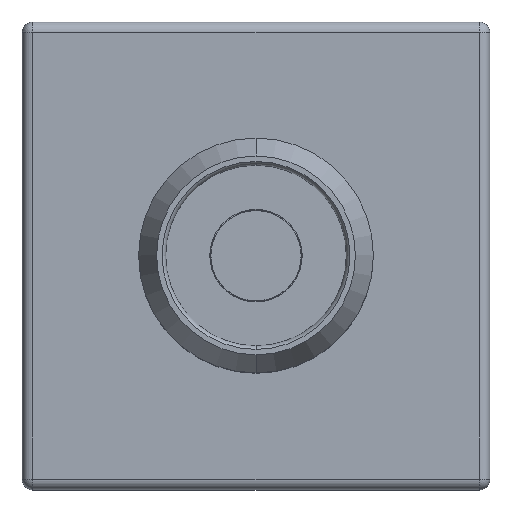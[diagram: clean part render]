
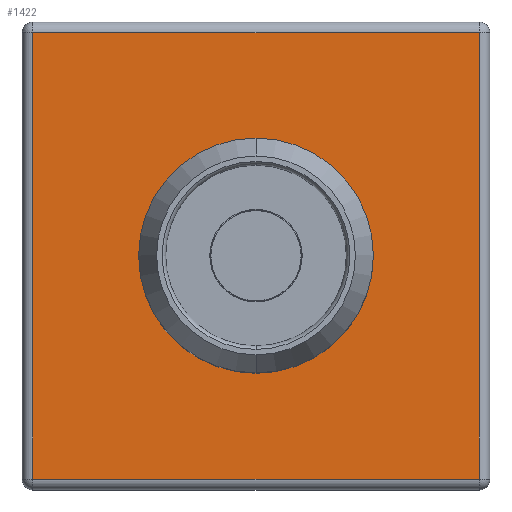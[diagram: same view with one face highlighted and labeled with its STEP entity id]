
A CAD part, top view. The second image highlights one B-rep face of the part: STEP entity #1422.
In plain terms, the highlighted planar face has unit normal (0, 0, 1).
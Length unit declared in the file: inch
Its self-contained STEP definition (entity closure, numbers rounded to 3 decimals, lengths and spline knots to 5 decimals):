
#445=CARTESIAN_POINT('',(0.,0.,0.452));
#446=DIRECTION('',(0.,0.,1.));
#447=DIRECTION('',(1.,0.,0.));
#448=AXIS2_PLACEMENT_3D('',#445,#446,#447);
#450=CARTESIAN_POINT('',(0.,0.,0.452));
#451=DIRECTION('',(0.,0.,1.));
#452=DIRECTION('',(-1.,0.,0.));
#453=AXIS2_PLACEMENT_3D('',#450,#451,#452);
#455=DIRECTION('',(0.,1.,0.));
#456=VECTOR('',#455,2.47);
#457=CARTESIAN_POINT('',(1.235,-1.235,0.452));
#458=LINE('',#457,#456);
#459=DIRECTION('',(1.,0.,0.));
#460=VECTOR('',#459,2.47);
#461=CARTESIAN_POINT('',(-1.235,-1.235,0.452));
#462=LINE('',#461,#460);
#463=DIRECTION('',(0.,-1.,0.));
#464=VECTOR('',#463,2.47);
#465=CARTESIAN_POINT('',(-1.235,1.235,0.452));
#466=LINE('',#465,#464);
#467=DIRECTION('',(-1.,0.,0.));
#468=VECTOR('',#467,2.47);
#469=CARTESIAN_POINT('',(1.235,1.235,0.452));
#470=LINE('',#469,#468);
#610=CARTESIAN_POINT('',(0.4825,0.,0.452));
#611=CARTESIAN_POINT('',(-0.4825,0.,0.452));
#612=VERTEX_POINT('',#610);
#613=VERTEX_POINT('',#611);
#690=CARTESIAN_POINT('',(1.235,-1.235,0.452));
#691=CARTESIAN_POINT('',(1.235,1.235,0.452));
#692=VERTEX_POINT('',#690);
#693=VERTEX_POINT('',#691);
#698=CARTESIAN_POINT('',(-1.235,1.235,0.452));
#699=VERTEX_POINT('',#698);
#704=CARTESIAN_POINT('',(-1.235,-1.235,0.452));
#705=VERTEX_POINT('',#704);
#1402=CARTESIAN_POINT('',(0.,0.,0.452));
#1403=DIRECTION('',(0.,0.,-1.));
#1404=DIRECTION('',(0.,1.,0.));
#1405=AXIS2_PLACEMENT_3D('',#1402,#1403,#1404);
#1406=PLANE('',#1405);
#1408=ORIENTED_EDGE('',*,*,#1407,.F.);
#1410=ORIENTED_EDGE('',*,*,#1409,.F.);
#1412=ORIENTED_EDGE('',*,*,#1411,.F.);
#1414=ORIENTED_EDGE('',*,*,#1413,.F.);
#1415=EDGE_LOOP('',(#1408,#1410,#1412,#1414));
#1416=FACE_OUTER_BOUND('',#1415,.F.);
#1417=ORIENTED_EDGE('',*,*,#1392,.T.);
#1419=ORIENTED_EDGE('',*,*,#1418,.T.);
#1420=EDGE_LOOP('',(#1417,#1419));
#1421=FACE_BOUND('',#1420,.F.);
#1422=ADVANCED_FACE('',(#1416,#1421),#1406,.F.);
#449=CIRCLE('',#448,0.4825);
#454=CIRCLE('',#453,0.4825);
#1392=EDGE_CURVE('',#612,#613,#449,.T.);
#1407=EDGE_CURVE('',#692,#693,#458,.T.);
#1409=EDGE_CURVE('',#705,#692,#462,.T.);
#1411=EDGE_CURVE('',#699,#705,#466,.T.);
#1413=EDGE_CURVE('',#693,#699,#470,.T.);
#1418=EDGE_CURVE('',#613,#612,#454,.T.);
